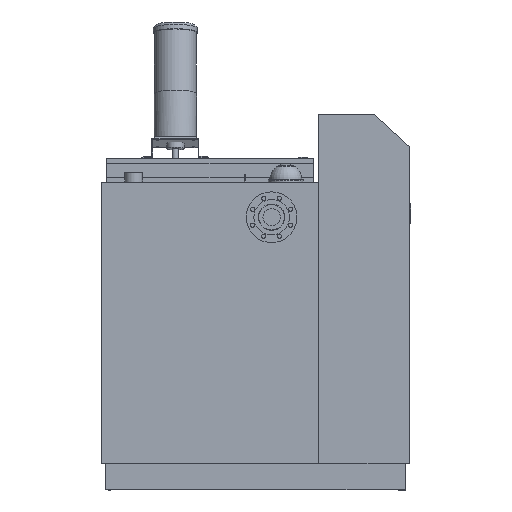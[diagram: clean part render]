
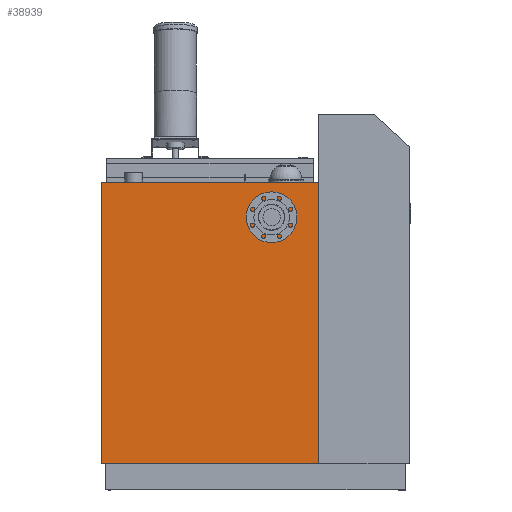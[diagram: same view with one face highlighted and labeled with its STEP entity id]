
A CAD part, left-side view. The second image highlights one B-rep face of the part: STEP entity #38939.
In plain terms, the highlighted planar face has unit normal (-1, 0, 0).
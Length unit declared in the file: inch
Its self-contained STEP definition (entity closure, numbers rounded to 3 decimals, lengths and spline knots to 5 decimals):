
#2953=VECTOR('',#44902,1.);
#2954=VECTOR('',#44903,1.);
#2955=VECTOR('',#44904,1.);
#2956=VECTOR('',#44905,1.);
#6752=LINE('',#54270,#2953);
#6753=LINE('',#54273,#2954);
#6754=LINE('',#54275,#2955);
#6755=LINE('',#54277,#2956);
#10534=PLANE('',#41305);
#11995=VERTEX_POINT('',#54178);
#12026=VERTEX_POINT('',#54271);
#12027=VERTEX_POINT('',#54272);
#12028=VERTEX_POINT('',#54274);
#12029=VERTEX_POINT('',#54276);
#15590=CIRCLE('',#41272,5.08);
#16672=EDGE_CURVE('',#11995,#11995,#15590,.T.);
#16716=EDGE_CURVE('',#12026,#12027,#6752,.T.);
#16717=EDGE_CURVE('',#12026,#12028,#6753,.T.);
#16718=EDGE_CURVE('',#12029,#12028,#6754,.T.);
#16719=EDGE_CURVE('',#12029,#12027,#6755,.T.);
#22229=ORIENTED_EDGE('',*,*,#16672,.T.);
#22230=ORIENTED_EDGE('',*,*,#16716,.F.);
#22231=ORIENTED_EDGE('',*,*,#16717,.T.);
#22232=ORIENTED_EDGE('',*,*,#16718,.F.);
#22233=ORIENTED_EDGE('',*,*,#16719,.T.);
#33147=EDGE_LOOP('',(#22229));
#33148=EDGE_LOOP('',(#22230,#22231,#22232,#22233));
#36047=FACE_BOUND('',#33147,.T.);
#36048=FACE_BOUND('',#33148,.T.);
#38939=ADVANCED_FACE('',(#36047,#36048),#10534,.T.);
#41272=AXIS2_PLACEMENT_3D('',#54177,#44818,#44819);
#41305=AXIS2_PLACEMENT_3D('',#54269,#44901,$);
#44818=DIRECTION('',(1.,0.,0.));
#44819=DIRECTION('',(0.,0.,5.08));
#44901=DIRECTION('',(-1.,0.,0.));
#44902=DIRECTION('',(0.,0.,-1.));
#44903=DIRECTION('',(0.,1.,0.));
#44904=DIRECTION('',(0.,0.,1.));
#44905=DIRECTION('',(0.,-1.,0.));
#54177=CARTESIAN_POINT('',(-62.23,-73.66,105.41));
#54178=CARTESIAN_POINT('',(-62.23,-73.66,110.49));
#54269=CARTESIAN_POINT('',(-62.23,-46.99,0.));
#54270=CARTESIAN_POINT('',(-62.23,-93.98,0.));
#54271=CARTESIAN_POINT('',(-62.23,-93.98,120.65));
#54272=CARTESIAN_POINT('',(-62.23,-93.98,-1.27));
#54273=CARTESIAN_POINT('',(-62.23,0.,120.65));
#54274=CARTESIAN_POINT('',(-62.23,0.,120.65));
#54275=CARTESIAN_POINT('',(-62.23,0.,0.));
#54276=CARTESIAN_POINT('',(-62.23,0.,-1.27));
#54277=CARTESIAN_POINT('',(-62.23,-93.98,-1.27));
